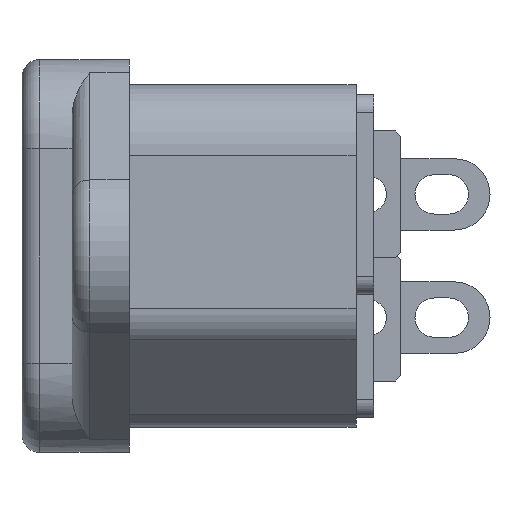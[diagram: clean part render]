
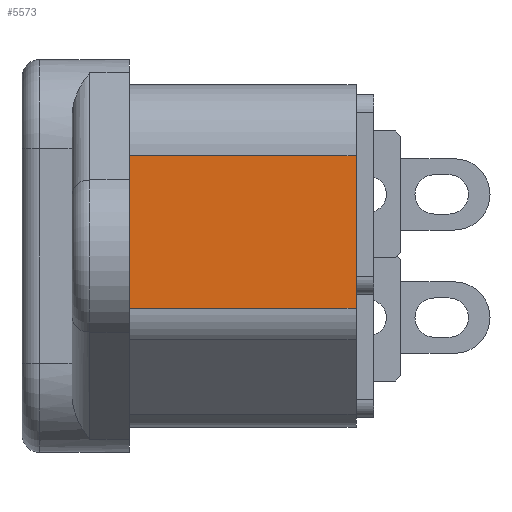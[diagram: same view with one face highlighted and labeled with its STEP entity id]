
A CAD part, left-side view. The second image highlights one B-rep face of the part: STEP entity #5573.
In plain terms, the highlighted planar face has unit normal (-1, 0, 0).
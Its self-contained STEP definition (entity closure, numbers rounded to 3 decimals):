
#125 = EDGE_CURVE ( 'NONE', #5024, #1376, #4523, .T. ) ;
#261 = DIRECTION ( 'NONE',  ( 0., 0., -1. ) ) ;
#352 = VERTEX_POINT ( 'NONE', #3636 ) ;
#656 = LINE ( 'NONE', #1570, #4426 ) ;
#923 = VERTEX_POINT ( 'NONE', #4503 ) ;
#1081 = EDGE_CURVE ( 'NONE', #352, #1376, #4511, .T. ) ;
#1120 = DIRECTION ( 'NONE',  ( 0., 0., -1. ) ) ;
#1181 = CARTESIAN_POINT ( 'NONE',  ( -13.5, -18.7, 5.6 ) ) ;
#1376 = VERTEX_POINT ( 'NONE', #4286 ) ;
#1465 = CARTESIAN_POINT ( 'NONE',  ( -13.5, -18.7, -2.933 ) ) ;
#1570 = CARTESIAN_POINT ( 'NONE',  ( -13.5, -18.7, 5.6 ) ) ;
#1666 = EDGE_LOOP ( 'NONE', ( #3799, #5207, #3449, #4693 ) ) ;
#1739 = EDGE_CURVE ( 'NONE', #923, #352, #656, .T. ) ;
#2127 = VECTOR ( 'NONE', #5448, 1000. ) ;
#2591 = CARTESIAN_POINT ( 'NONE',  ( -13.5, -18.7, 5.6 ) ) ;
#3085 = DIRECTION ( 'NONE',  ( 1., 0., 0. ) ) ;
#3277 = VECTOR ( 'NONE', #3825, 1000. ) ;
#3449 = ORIENTED_EDGE ( 'NONE', *, *, #4797, .F. ) ;
#3636 = CARTESIAN_POINT ( 'NONE',  ( -13.5, -6., 5.6 ) ) ;
#3682 = FACE_OUTER_BOUND ( 'NONE', #1666, .T. ) ;
#3799 = ORIENTED_EDGE ( 'NONE', *, *, #1081, .T. ) ;
#3825 = DIRECTION ( 'NONE',  ( 0., 1., 0. ) ) ;
#4286 = CARTESIAN_POINT ( 'NONE',  ( -13.5, -6., -2.933 ) ) ;
#4417 = CARTESIAN_POINT ( 'NONE',  ( -13.5, -6., 5.6 ) ) ;
#4426 = VECTOR ( 'NONE', #4881, 1000. ) ;
#4503 = CARTESIAN_POINT ( 'NONE',  ( -13.5, -18.7, 5.6 ) ) ;
#4511 = LINE ( 'NONE', #4417, #5493 ) ;
#4523 = LINE ( 'NONE', #1465, #3277 ) ;
#4648 = LINE ( 'NONE', #2591, #2127 ) ;
#4693 = ORIENTED_EDGE ( 'NONE', *, *, #1739, .T. ) ;
#4797 = EDGE_CURVE ( 'NONE', #923, #5024, #4648, .T. ) ;
#4881 = DIRECTION ( 'NONE',  ( 0., 1., 0. ) ) ;
#5024 = VERTEX_POINT ( 'NONE', #5641 ) ;
#5207 = ORIENTED_EDGE ( 'NONE', *, *, #125, .F. ) ;
#5448 = DIRECTION ( 'NONE',  ( 0., 0., -1. ) ) ;
#5493 = VECTOR ( 'NONE', #1120, 1000. ) ;
#5548 = AXIS2_PLACEMENT_3D ( 'NONE', #1181, #3085, #261 ) ;
#5573 = ADVANCED_FACE ( 'NONE', ( #3682 ), #5942, .F. ) ;
#5641 = CARTESIAN_POINT ( 'NONE',  ( -13.5, -18.7, -2.933 ) ) ;
#5942 = PLANE ( 'NONE',  #5548 ) ;
